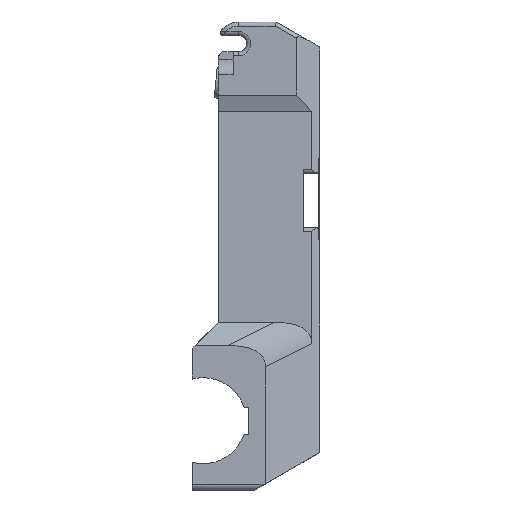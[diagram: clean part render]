
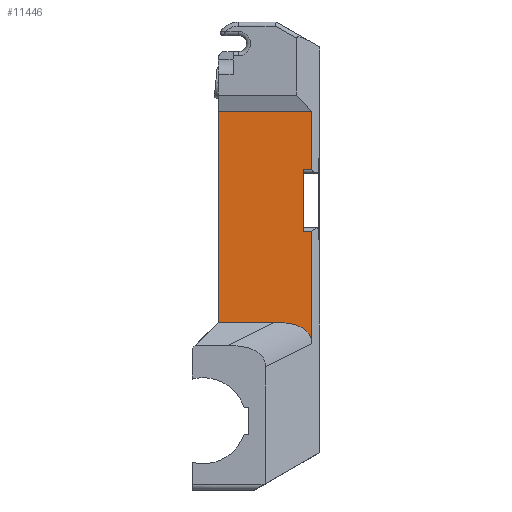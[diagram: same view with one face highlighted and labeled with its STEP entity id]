
A CAD part, left-side view. The second image highlights one B-rep face of the part: STEP entity #11446.
In plain terms, the highlighted planar face has unit normal (-1, 0, 0).
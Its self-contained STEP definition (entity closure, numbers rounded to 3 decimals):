
#66 = CARTESIAN_POINT ( 'NONE',  ( -36.5, 3.708, -9.5 ) ) ;
#874 = LINE ( 'NONE', #7777, #1423 ) ;
#906 = ORIENTED_EDGE ( 'NONE', *, *, #2690, .F. ) ;
#1423 = VECTOR ( 'NONE', #10207, 1000. ) ;
#1437 = VERTEX_POINT ( 'NONE', #7074 ) ;
#1710 = CARTESIAN_POINT ( 'NONE',  ( -36.5, -11.191, -51.5 ) ) ;
#1753 = DIRECTION ( 'NONE',  ( 0., 1., 0. ) ) ;
#1969 = CARTESIAN_POINT ( 'NONE',  ( -36.5, -12., -34.75 ) ) ;
#1975 = CARTESIAN_POINT ( 'NONE',  ( -36.5, -6.707, -51.5 ) ) ;
#2018 = DIRECTION ( 'NONE',  ( 0., 0., 1. ) ) ;
#2585 = CARTESIAN_POINT ( 'NONE',  ( -36.5, -13.571, -9.5 ) ) ;
#2598 = VERTEX_POINT ( 'NONE', #13566 ) ;
#2690 = EDGE_CURVE ( 'NONE', #14878, #2598, #11116, .T. ) ;
#2906 = VERTEX_POINT ( 'NONE', #5645 ) ;
#2908 = CARTESIAN_POINT ( 'NONE',  ( -36.5, -13.571, -55.454 ) ) ;
#3438 = VERTEX_POINT ( 'NONE', #4137 ) ;
#3837 = EDGE_CURVE ( 'NONE', #12931, #2906, #4075, .T. ) ;
#4060 = CARTESIAN_POINT ( 'NONE',  ( -36.5, -13.571, -52.871 ) ) ;
#4075 = LINE ( 'NONE', #12922, #15348 ) ;
#4137 = CARTESIAN_POINT ( 'NONE',  ( -36.5, -6.707, -51.5 ) ) ;
#4387 = DIRECTION ( 'NONE',  ( 0., 0., -1. ) ) ;
#4511 = AXIS2_PLACEMENT_3D ( 'NONE', #6866, #12847, #4387 ) ;
#4533 = VERTEX_POINT ( 'NONE', #14468 ) ;
#4644 = EDGE_CURVE ( 'NONE', #3438, #1437, #7080, .T. ) ;
#4988 = ORIENTED_EDGE ( 'NONE', *, *, #9875, .F. ) ;
#5182 = DIRECTION ( 'NONE',  ( 0., -1., 0. ) ) ;
#5510 = PLANE ( 'NONE',  #4511 ) ;
#5645 = CARTESIAN_POINT ( 'NONE',  ( -36.5, -13.571, -12.5 ) ) ;
#5749 = EDGE_CURVE ( 'NONE', #4533, #8437, #874, .T. ) ;
#6147 = VECTOR ( 'NONE', #1753, 1000. ) ;
#6270 = EDGE_CURVE ( 'NONE', #10462, #3438, #10510, .T. ) ;
#6670 = ORIENTED_EDGE ( 'NONE', *, *, #9301, .F. ) ;
#6866 = CARTESIAN_POINT ( 'NONE',  ( -36.5, 76.77, -9.5 ) ) ;
#6910 = CARTESIAN_POINT ( 'NONE',  ( -36.5, -12., -9.5 ) ) ;
#6918 = ORIENTED_EDGE ( 'NONE', *, *, #10470, .T. ) ;
#7074 = CARTESIAN_POINT ( 'NONE',  ( -36.5, 3.708, -51.5 ) ) ;
#7080 = LINE ( 'NONE', #14842, #6147 ) ;
#7162 = VECTOR ( 'NONE', #13520, 1000. ) ;
#7265 = ORIENTED_EDGE ( 'NONE', *, *, #4644, .F. ) ;
#7777 = CARTESIAN_POINT ( 'NONE',  ( -36.5, 76.77, -23.25 ) ) ;
#8095 = VECTOR ( 'NONE', #2018, 1000. ) ;
#8437 = VERTEX_POINT ( 'NONE', #9993 ) ;
#8480 = DIRECTION ( 'NONE',  ( 0., 0., 1. ) ) ;
#8696 = LINE ( 'NONE', #2585, #13008 ) ;
#9301 = EDGE_CURVE ( 'NONE', #2906, #4533, #8696, .T. ) ;
#9875 = EDGE_CURVE ( 'NONE', #2598, #10462, #14860, .T. ) ;
#9993 = CARTESIAN_POINT ( 'NONE',  ( -36.5, -12., -23.25 ) ) ;
#10005 = EDGE_LOOP ( 'NONE', ( #6670, #10153, #15536, #7265, #14651, #4988, #906, #6918, #10644 ) ) ;
#10061 = LINE ( 'NONE', #66, #10241 ) ;
#10153 = ORIENTED_EDGE ( 'NONE', *, *, #3837, .F. ) ;
#10207 = DIRECTION ( 'NONE',  ( 0., 1., 0. ) ) ;
#10241 = VECTOR ( 'NONE', #8480, 1000. ) ;
#10462 = VERTEX_POINT ( 'NONE', #14141 ) ;
#10470 = EDGE_CURVE ( 'NONE', #14878, #8437, #14283, .T. ) ;
#10510 =( BOUNDED_CURVE ( )  B_SPLINE_CURVE ( 3, ( #2908, #4060, #1710, #1975 ),
 .UNSPECIFIED., .F., .F. ) 
 B_SPLINE_CURVE_WITH_KNOTS ( ( 4, 4 ),
 ( 6.135, 6.822 ),
 .UNSPECIFIED. ) 
 CURVE ( )  GEOMETRIC_REPRESENTATION_ITEM ( )  RATIONAL_B_SPLINE_CURVE ( ( 1., 0.961, 0.961, 1. ) ) 
 REPRESENTATION_ITEM ( '' )  );
#10644 = ORIENTED_EDGE ( 'NONE', *, *, #5749, .F. ) ;
#10861 = DIRECTION ( 'NONE',  ( 0., 0., -1. ) ) ;
#11116 = LINE ( 'NONE', #14620, #13709 ) ;
#11446 = ADVANCED_FACE ( 'NONE', ( #14439 ), #5510, .T. ) ;
#11675 = CARTESIAN_POINT ( 'NONE',  ( -36.5, 3.708, -12.5 ) ) ;
#12847 = DIRECTION ( 'NONE',  ( -1., 0., 0. ) ) ;
#12922 = CARTESIAN_POINT ( 'NONE',  ( -36.5, -15., -12.5 ) ) ;
#12931 = VERTEX_POINT ( 'NONE', #11675 ) ;
#13008 = VECTOR ( 'NONE', #10861, 1000. ) ;
#13520 = DIRECTION ( 'NONE',  ( 0., 0., -1. ) ) ;
#13566 = CARTESIAN_POINT ( 'NONE',  ( -36.5, -13.571, -34.75 ) ) ;
#13570 = CARTESIAN_POINT ( 'NONE',  ( -36.5, -13.571, -9.5 ) ) ;
#13709 = VECTOR ( 'NONE', #5182, 1000. ) ;
#13893 = EDGE_CURVE ( 'NONE', #1437, #12931, #10061, .T. ) ;
#14126 = DIRECTION ( 'NONE',  ( 0., -1., 0. ) ) ;
#14141 = CARTESIAN_POINT ( 'NONE',  ( -36.5, -13.571, -55.454 ) ) ;
#14283 = LINE ( 'NONE', #6910, #8095 ) ;
#14439 = FACE_OUTER_BOUND ( 'NONE', #10005, .T. ) ;
#14468 = CARTESIAN_POINT ( 'NONE',  ( -36.5, -13.571, -23.25 ) ) ;
#14620 = CARTESIAN_POINT ( 'NONE',  ( -36.5, -13.571, -34.75 ) ) ;
#14651 = ORIENTED_EDGE ( 'NONE', *, *, #6270, .F. ) ;
#14842 = CARTESIAN_POINT ( 'NONE',  ( -36.5, 3.708, -51.5 ) ) ;
#14860 = LINE ( 'NONE', #13570, #7162 ) ;
#14878 = VERTEX_POINT ( 'NONE', #1969 ) ;
#15348 = VECTOR ( 'NONE', #14126, 1000. ) ;
#15536 = ORIENTED_EDGE ( 'NONE', *, *, #13893, .F. ) ;
